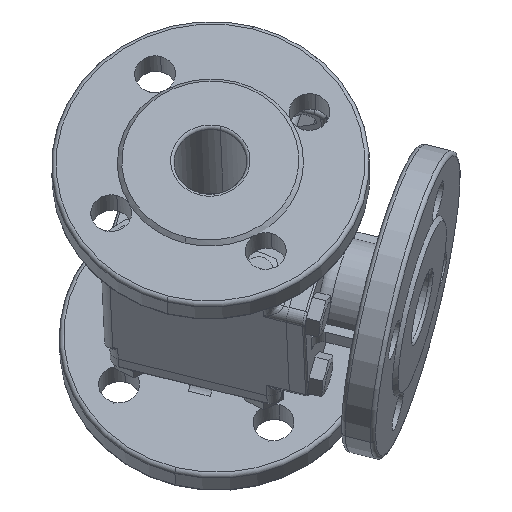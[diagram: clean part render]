
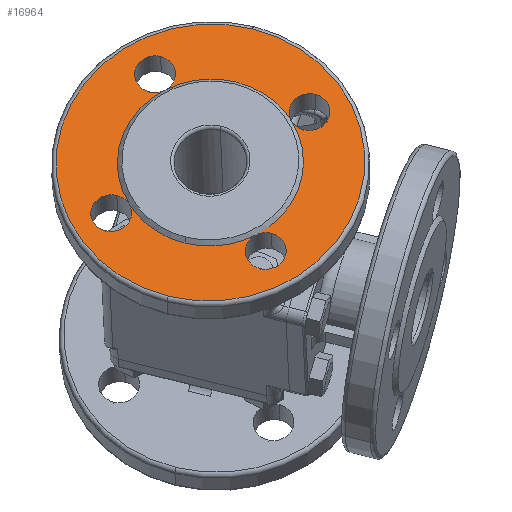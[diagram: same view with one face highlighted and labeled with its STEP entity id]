
A CAD part, top view. The second image highlights one B-rep face of the part: STEP entity #16964.
In plain terms, the highlighted face is planar.
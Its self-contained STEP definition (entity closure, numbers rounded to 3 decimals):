
#630=CIRCLE('',#18916,68.);
#634=CIRCLE('',#18921,41.);
#635=CIRCLE('',#18922,41.);
#636=CIRCLE('',#18923,41.);
#644=CIRCLE('',#18940,9.);
#645=CIRCLE('',#18941,9.);
#647=CIRCLE('',#18944,9.);
#649=CIRCLE('',#18947,9.);
#651=CIRCLE('',#18950,9.);
#652=CIRCLE('',#18951,9.);
#677=CIRCLE('',#18997,41.);
#678=CIRCLE('',#18998,9.);
#679=CIRCLE('',#18999,9.);
#680=CIRCLE('',#19000,41.);
#681=CIRCLE('',#19001,9.);
#682=CIRCLE('',#19002,9.);
#683=CIRCLE('',#19003,41.);
#684=CIRCLE('',#19004,9.);
#685=CIRCLE('',#19005,9.);
#686=CIRCLE('',#19006,68.);
#1201=PLANE('',#18996);
#7691=ORIENTED_EDGE('',*,*,#11063,.T.);
#7692=ORIENTED_EDGE('',*,*,#10964,.T.);
#7693=ORIENTED_EDGE('',*,*,#10992,.F.);
#7694=ORIENTED_EDGE('',*,*,#11064,.F.);
#7695=ORIENTED_EDGE('',*,*,#10993,.F.);
#7696=ORIENTED_EDGE('',*,*,#10963,.T.);
#7697=ORIENTED_EDGE('',*,*,#11005,.F.);
#7698=ORIENTED_EDGE('',*,*,#11065,.F.);
#7699=ORIENTED_EDGE('',*,*,#11006,.F.);
#7700=ORIENTED_EDGE('',*,*,#10962,.T.);
#7701=ORIENTED_EDGE('',*,*,#11066,.T.);
#7702=ORIENTED_EDGE('',*,*,#11067,.F.);
#7703=ORIENTED_EDGE('',*,*,#11001,.F.);
#7704=ORIENTED_EDGE('',*,*,#11068,.F.);
#7705=ORIENTED_EDGE('',*,*,#11069,.T.);
#7706=ORIENTED_EDGE('',*,*,#11070,.F.);
#7707=ORIENTED_EDGE('',*,*,#10997,.F.);
#7708=ORIENTED_EDGE('',*,*,#11071,.F.);
#7709=ORIENTED_EDGE('',*,*,#10956,.T.);
#7710=ORIENTED_EDGE('',*,*,#11072,.T.);
#10956=EDGE_CURVE('',#12899,#12897,#630,.T.);
#10962=EDGE_CURVE('',#12905,#12904,#634,.T.);
#10963=EDGE_CURVE('',#12906,#12905,#635,.T.);
#10964=EDGE_CURVE('',#12902,#12906,#636,.T.);
#10992=EDGE_CURVE('',#12918,#12906,#644,.T.);
#10993=EDGE_CURVE('',#12906,#12916,#645,.T.);
#10997=EDGE_CURVE('',#12922,#12920,#647,.T.);
#11001=EDGE_CURVE('',#12926,#12924,#649,.T.);
#11005=EDGE_CURVE('',#12930,#12905,#651,.T.);
#11006=EDGE_CURVE('',#12905,#12928,#652,.T.);
#11063=EDGE_CURVE('',#12967,#12902,#677,.T.);
#11064=EDGE_CURVE('',#12916,#12918,#678,.T.);
#11065=EDGE_CURVE('',#12928,#12930,#679,.T.);
#11066=EDGE_CURVE('',#12904,#12968,#680,.T.);
#11067=EDGE_CURVE('',#12924,#12968,#681,.T.);
#11068=EDGE_CURVE('',#12968,#12926,#682,.T.);
#11069=EDGE_CURVE('',#12968,#12967,#683,.T.);
#11070=EDGE_CURVE('',#12920,#12967,#684,.T.);
#11071=EDGE_CURVE('',#12967,#12922,#685,.T.);
#11072=EDGE_CURVE('',#12897,#12899,#686,.T.);
#12897=VERTEX_POINT('',#34031);
#12899=VERTEX_POINT('',#34034);
#12902=VERTEX_POINT('',#34041);
#12904=VERTEX_POINT('',#34045);
#12905=VERTEX_POINT('',#34047);
#12906=VERTEX_POINT('',#34049);
#12916=VERTEX_POINT('',#34094);
#12918=VERTEX_POINT('',#34098);
#12920=VERTEX_POINT('',#34104);
#12922=VERTEX_POINT('',#34108);
#12924=VERTEX_POINT('',#34113);
#12926=VERTEX_POINT('',#34117);
#12928=VERTEX_POINT('',#34122);
#12930=VERTEX_POINT('',#34126);
#12967=VERTEX_POINT('',#34243);
#12968=VERTEX_POINT('',#34247);
#14635=EDGE_LOOP('',(#7691,#7692,#7693,#7694,#7695,#7696,#7697,#7698,#7699,
#7700,#7701,#7702,#7703,#7704,#7705,#7706,#7707,#7708));
#14636=EDGE_LOOP('',(#7709,#7710));
#15689=FACE_BOUND('',#14635,.T.);
#15690=FACE_BOUND('',#14636,.T.);
#16964=ADVANCED_FACE('',(#15689,#15690),#1201,.F.);
#18916=AXIS2_PLACEMENT_3D('',#34033,#22107,#22108);
#18921=AXIS2_PLACEMENT_3D('',#34046,#22119,#22120);
#18922=AXIS2_PLACEMENT_3D('',#34048,#22121,#22122);
#18923=AXIS2_PLACEMENT_3D('',#34050,#22123,#22124);
#18940=AXIS2_PLACEMENT_3D('',#34099,#22177,#22178);
#18941=AXIS2_PLACEMENT_3D('',#34100,#22179,#22180);
#18944=AXIS2_PLACEMENT_3D('',#34109,#22187,#22188);
#18947=AXIS2_PLACEMENT_3D('',#34118,#22195,#22196);
#18950=AXIS2_PLACEMENT_3D('',#34127,#22203,#22204);
#18951=AXIS2_PLACEMENT_3D('',#34128,#22205,#22206);
#18996=AXIS2_PLACEMENT_3D('',#34241,#22327,#22328);
#18997=AXIS2_PLACEMENT_3D('',#34242,#22329,#22330);
#18998=AXIS2_PLACEMENT_3D('',#34244,#22331,#22332);
#18999=AXIS2_PLACEMENT_3D('',#34245,#22333,#22334);
#19000=AXIS2_PLACEMENT_3D('',#34246,#22335,#22336);
#19001=AXIS2_PLACEMENT_3D('',#34248,#22337,#22338);
#19002=AXIS2_PLACEMENT_3D('',#34249,#22339,#22340);
#19003=AXIS2_PLACEMENT_3D('',#34250,#22341,#22342);
#19004=AXIS2_PLACEMENT_3D('',#34251,#22343,#22344);
#19005=AXIS2_PLACEMENT_3D('',#34252,#22345,#22346);
#19006=AXIS2_PLACEMENT_3D('',#34253,#22347,#22348);
#22107=DIRECTION('',(0.,-1.,0.));
#22108=DIRECTION('',(0.,0.,1.));
#22119=DIRECTION('',(0.,1.,0.));
#22120=DIRECTION('',(0.,0.,1.));
#22121=DIRECTION('',(0.,1.,0.));
#22122=DIRECTION('',(0.,0.,1.));
#22123=DIRECTION('',(0.,1.,0.));
#22124=DIRECTION('',(0.,0.,1.));
#22177=DIRECTION('',(0.,-1.,0.));
#22178=DIRECTION('',(0.,0.,-1.));
#22179=DIRECTION('',(0.,-1.,0.));
#22180=DIRECTION('',(0.,0.,-1.));
#22187=DIRECTION('',(0.,-1.,0.));
#22188=DIRECTION('',(0.,0.,-1.));
#22195=DIRECTION('',(0.,-1.,0.));
#22196=DIRECTION('',(0.,0.,-1.));
#22203=DIRECTION('',(0.,-1.,0.));
#22204=DIRECTION('',(0.,0.,-1.));
#22205=DIRECTION('',(0.,-1.,0.));
#22206=DIRECTION('',(0.,0.,-1.));
#22327=DIRECTION('',(0.,1.,0.));
#22328=DIRECTION('',(0.,0.,1.));
#22329=DIRECTION('',(0.,1.,0.));
#22330=DIRECTION('',(0.,0.,1.));
#22331=DIRECTION('',(0.,-1.,0.));
#22332=DIRECTION('',(0.,0.,-1.));
#22333=DIRECTION('',(0.,-1.,0.));
#22334=DIRECTION('',(0.,0.,-1.));
#22335=DIRECTION('',(0.,1.,0.));
#22336=DIRECTION('',(0.,0.,1.));
#22337=DIRECTION('',(0.,-1.,0.));
#22338=DIRECTION('',(0.,0.,-1.));
#22339=DIRECTION('',(0.,-1.,0.));
#22340=DIRECTION('',(0.,0.,-1.));
#22341=DIRECTION('',(0.,1.,0.));
#22342=DIRECTION('',(0.,0.,1.));
#22343=DIRECTION('',(0.,-1.,0.));
#22344=DIRECTION('',(0.,0.,-1.));
#22345=DIRECTION('',(0.,-1.,0.));
#22346=DIRECTION('',(0.,0.,-1.));
#22347=DIRECTION('',(0.,-1.,0.));
#22348=DIRECTION('',(0.,0.,1.));
#34031=CARTESIAN_POINT('',(0.,2.,-68.));
#34033=CARTESIAN_POINT('',(0.,2.,0.));
#34034=CARTESIAN_POINT('',(0.,2.,68.));
#34041=CARTESIAN_POINT('',(0.,2.,-41.));
#34045=CARTESIAN_POINT('',(0.,2.,41.));
#34046=CARTESIAN_POINT('',(0.,2.,0.));
#34047=CARTESIAN_POINT('',(-28.991,2.,28.991));
#34048=CARTESIAN_POINT('',(0.,2.,0.));
#34049=CARTESIAN_POINT('',(-28.991,2.,-28.991));
#34050=CARTESIAN_POINT('',(0.,2.,0.));
#34094=CARTESIAN_POINT('',(-35.355,2.,-26.355));
#34098=CARTESIAN_POINT('',(-35.355,2.,-44.355));
#34099=CARTESIAN_POINT('',(-35.355,2.,-35.355));
#34100=CARTESIAN_POINT('',(-35.355,2.,-35.355));
#34104=CARTESIAN_POINT('',(35.355,2.,-26.355));
#34108=CARTESIAN_POINT('',(35.355,2.,-44.355));
#34109=CARTESIAN_POINT('',(35.355,2.,-35.355));
#34113=CARTESIAN_POINT('',(35.355,2.,44.355));
#34117=CARTESIAN_POINT('',(35.355,2.,26.355));
#34118=CARTESIAN_POINT('',(35.355,2.,35.355));
#34122=CARTESIAN_POINT('',(-35.355,2.,44.355));
#34126=CARTESIAN_POINT('',(-35.355,2.,26.355));
#34127=CARTESIAN_POINT('',(-35.355,2.,35.355));
#34128=CARTESIAN_POINT('',(-35.355,2.,35.355));
#34241=CARTESIAN_POINT('',(41.,2.,0.));
#34242=CARTESIAN_POINT('',(0.,2.,0.));
#34243=CARTESIAN_POINT('',(28.991,2.,-28.991));
#34244=CARTESIAN_POINT('',(-35.355,2.,-35.355));
#34245=CARTESIAN_POINT('',(-35.355,2.,35.355));
#34246=CARTESIAN_POINT('',(0.,2.,0.));
#34247=CARTESIAN_POINT('',(28.991,2.,28.991));
#34248=CARTESIAN_POINT('',(35.355,2.,35.355));
#34249=CARTESIAN_POINT('',(35.355,2.,35.355));
#34250=CARTESIAN_POINT('',(0.,2.,0.));
#34251=CARTESIAN_POINT('',(35.355,2.,-35.355));
#34252=CARTESIAN_POINT('',(35.355,2.,-35.355));
#34253=CARTESIAN_POINT('',(0.,2.,0.));
